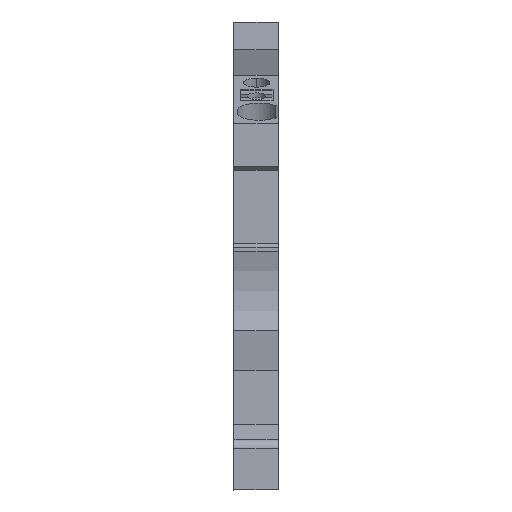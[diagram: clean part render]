
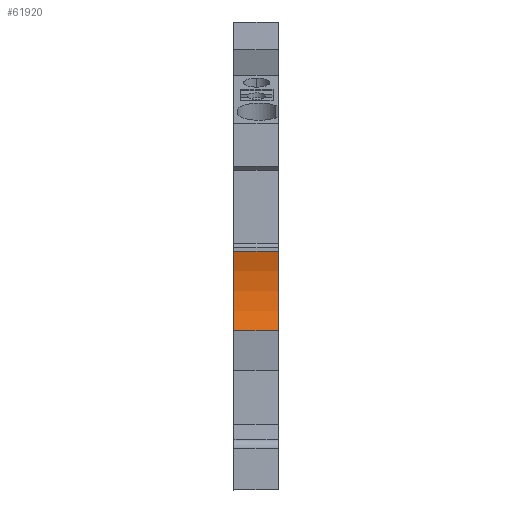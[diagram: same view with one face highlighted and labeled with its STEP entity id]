
A CAD part, front view. The second image highlights one B-rep face of the part: STEP entity #61920.
In plain terms, the highlighted cylindrical face has radius 10 mm (diameter 20 mm), a partial arc.
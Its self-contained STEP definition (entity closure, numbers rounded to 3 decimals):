
#4830=CARTESIAN_POINT('',(-54.253,-1.936,
3.5));
#4840=VERTEX_POINT('',#4830);
#4870=CARTESIAN_POINT('',(-62.891,3.102,
3.5));
#4880=DIRECTION('',(0.,0.,-1.));
#4890=DIRECTION('',(0.974,-0.225,
0.));
#4900=AXIS2_PLACEMENT_3D('',#4870,#4880,#4890);
#4910=CIRCLE('',#4900,10.);
#4920=CARTESIAN_POINT('',(-52.95,4.194,
3.5));
#4930=VERTEX_POINT('',#4920);
#4940=EDGE_CURVE('',#4930,#4840,#4910,.T.);
#60290=CARTESIAN_POINT('',(-52.95,4.194,
0.));
#60300=VERTEX_POINT('',#60290);
#60350=CARTESIAN_POINT('',(-52.95,4.194,
0.));
#60360=DIRECTION('',(0.,0.,-1.));
#60370=VECTOR('',#60360,1.);
#60380=LINE('',#60350,#60370);
#60390=EDGE_CURVE('',#4930,#60300,#60380,.T.);
#60600=CARTESIAN_POINT('',(-54.253,-1.936,
0.));
#60610=VERTEX_POINT('',#60600);
#60660=CARTESIAN_POINT('',(-54.253,-1.936,
0.));
#60670=DIRECTION('',(0.,0.,-1.));
#60680=VECTOR('',#60670,1.);
#60690=LINE('',#60660,#60680);
#60700=EDGE_CURVE('',#4840,#60610,#60690,.T.);
#61750=CARTESIAN_POINT('',(-62.891,3.102,
0.));
#61760=DIRECTION('',(0.,0.,-1.));
#61770=DIRECTION('',(1.,0.,0.));
#61780=AXIS2_PLACEMENT_3D('',#61750,#61760,#61770);
#61790=CYLINDRICAL_SURFACE('',#61780,10.);
#61800=CARTESIAN_POINT('',(-62.891,3.102,
0.));
#61810=DIRECTION('',(0.,0.,-1.));
#61820=DIRECTION('',(0.974,-0.225,
0.));
#61830=AXIS2_PLACEMENT_3D('',#61800,#61810,#61820);
#61840=CIRCLE('',#61830,10.);
#61850=EDGE_CURVE('',#60300,#60610,#61840,.T.);
#61860=ORIENTED_EDGE('',*,*,#61850,.T.);
#61870=ORIENTED_EDGE('',*,*,#60390,.T.);
#61880=ORIENTED_EDGE('',*,*,#4940,.F.);
#61890=ORIENTED_EDGE('',*,*,#60700,.F.);
#61900=EDGE_LOOP('',(#61890,#61880,#61870,#61860));
#61910=FACE_OUTER_BOUND('',#61900,.T.);
#61920=ADVANCED_FACE('',(#61910),#61790,.F.);
